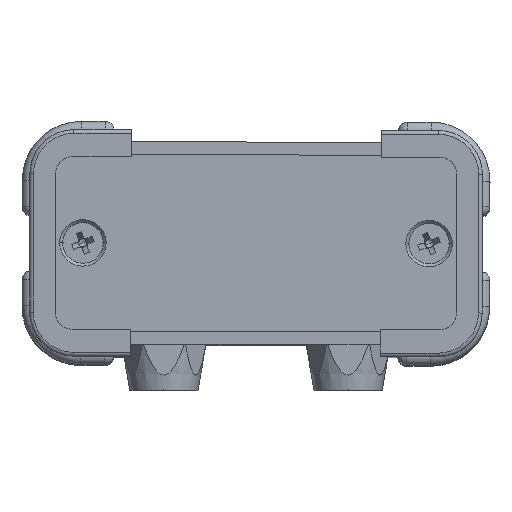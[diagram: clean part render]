
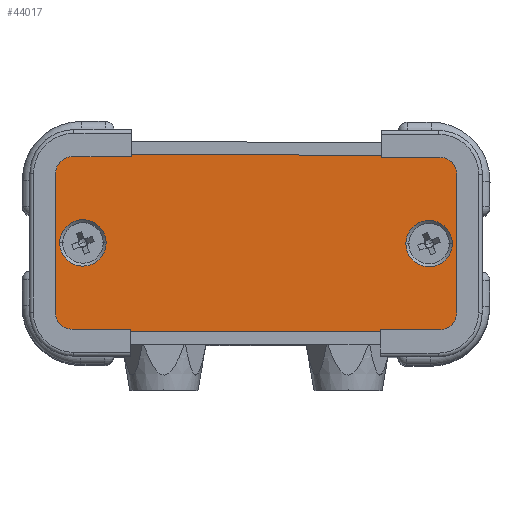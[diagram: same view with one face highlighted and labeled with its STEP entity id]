
A CAD part, top view. The second image highlights one B-rep face of the part: STEP entity #44017.
In plain terms, the highlighted planar face has unit normal (0, 0, 1).
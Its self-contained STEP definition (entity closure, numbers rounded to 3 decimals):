
#206 = CARTESIAN_POINT ( 'NONE',  ( -26.65, 0., 2. ) ) ;
#256 = DIRECTION ( 'NONE',  ( -1., 0., 0. ) ) ;
#257 = DIRECTION ( 'NONE',  ( 0., 0., -1. ) ) ;
#258 = CARTESIAN_POINT ( 'NONE',  ( -23.5, 0., 2. ) ) ;
#259 = AXIS2_PLACEMENT_3D ( 'NONE', #258, #257, #256 ) ;
#260 = CIRCLE ( 'NONE', #259, 3.15 ) ;
#17359 = FACE_BOUND ( 'NONE', #44014, .T. ) ;
#17360 = FACE_BOUND ( 'NONE', #44008, .T. ) ;
#17361 = DIRECTION ( 'NONE',  ( -1., 0., 0. ) ) ;
#17362 = DIRECTION ( 'NONE',  ( 0., 0., -1. ) ) ;
#17363 = CARTESIAN_POINT ( 'NONE',  ( 23.5, 0., 2. ) ) ;
#17364 = AXIS2_PLACEMENT_3D ( 'NONE', #17363, #17362, #17361 ) ;
#17365 = CIRCLE ( 'NONE', #17364, 3.15 ) ;
#17376 = DIRECTION ( 'NONE',  ( -1., 0., 0. ) ) ;
#17377 = DIRECTION ( 'NONE',  ( 0., 0., -1. ) ) ;
#17378 = CARTESIAN_POINT ( 'NONE',  ( -23.5, 0., 2. ) ) ;
#17379 = AXIS2_PLACEMENT_3D ( 'NONE', #17378, #17377, #17376 ) ;
#17380 = CIRCLE ( 'NONE', #17379, 3.15 ) ;
#17391 = DIRECTION ( 'NONE',  ( -1., 0., 0. ) ) ;
#17392 = DIRECTION ( 'NONE',  ( 0., 0., -1. ) ) ;
#17393 = CARTESIAN_POINT ( 'NONE',  ( 23.5, 0., 2. ) ) ;
#17394 = AXIS2_PLACEMENT_3D ( 'NONE', #17393, #17392, #17391 ) ;
#17399 = CIRCLE ( 'NONE', #17394, 3.15 ) ;
#17419 = DIRECTION ( 'NONE',  ( -1., 0., 0. ) ) ;
#17420 = DIRECTION ( 'NONE',  ( 0., 0., -1. ) ) ;
#17421 = AXIS2_PLACEMENT_3D ( 'NONE', #17423, #17420, #17419 ) ;
#17423 = CARTESIAN_POINT ( 'NONE',  ( 25., 9.5, 2. ) ) ;
#17424 = PLANE ( 'NONE',  #17421 ) ;
#17425 = FACE_OUTER_BOUND ( 'NONE', #44010, .T. ) ;
#17428 = DIRECTION ( 'NONE',  ( 0., -1., 0. ) ) ;
#17429 = VECTOR ( 'NONE', #17428, 1000. ) ;
#17430 = CARTESIAN_POINT ( 'NONE',  ( -27.5, 9.5, 2. ) ) ;
#17431 = LINE ( 'NONE', #17430, #17429 ) ;
#17433 = CARTESIAN_POINT ( 'NONE',  ( -25., -12., 2. ) ) ;
#17434 = DIRECTION ( 'NONE',  ( 1., 0., 0. ) ) ;
#17435 = DIRECTION ( 'NONE',  ( 0., 0., 1. ) ) ;
#17436 = CARTESIAN_POINT ( 'NONE',  ( -25., -9.5, 2. ) ) ;
#17437 = AXIS2_PLACEMENT_3D ( 'NONE', #17436, #17435, #17434 ) ;
#17438 = CIRCLE ( 'NONE', #17437, 2.5 ) ;
#17439 = CARTESIAN_POINT ( 'NONE',  ( 25., -12., 2. ) ) ;
#17440 = DIRECTION ( 'NONE',  ( 1., 0., 0. ) ) ;
#17441 = VECTOR ( 'NONE', #17440, 1000. ) ;
#17442 = CARTESIAN_POINT ( 'NONE',  ( -25., -12., 2. ) ) ;
#17443 = LINE ( 'NONE', #17442, #17441 ) ;
#17444 = CARTESIAN_POINT ( 'NONE',  ( -27.5, -9.5, 2. ) ) ;
#17445 = DIRECTION ( 'NONE',  ( 0., 1., 0. ) ) ;
#17446 = VECTOR ( 'NONE', #17445, 1000. ) ;
#17447 = CARTESIAN_POINT ( 'NONE',  ( 27.5, 9.5, 2. ) ) ;
#17448 = LINE ( 'NONE', #17447, #17446 ) ;
#17449 = DIRECTION ( 'NONE',  ( 1., 0., 0. ) ) ;
#17450 = DIRECTION ( 'NONE',  ( 0., 0., 1. ) ) ;
#17451 = CARTESIAN_POINT ( 'NONE',  ( -25., 9.5, 2. ) ) ;
#17452 = AXIS2_PLACEMENT_3D ( 'NONE', #17451, #17450, #17449 ) ;
#17453 = CIRCLE ( 'NONE', #17452, 2.5 ) ;
#17454 = CARTESIAN_POINT ( 'NONE',  ( 20.35, 0., 2. ) ) ;
#17459 = CARTESIAN_POINT ( 'NONE',  ( 26.65, 0., 2. ) ) ;
#17464 = CARTESIAN_POINT ( 'NONE',  ( -25., 12., 2. ) ) ;
#17465 = CARTESIAN_POINT ( 'NONE',  ( 27.5, -9.5, 2. ) ) ;
#17466 = DIRECTION ( 'NONE',  ( 1., 0., 0. ) ) ;
#17467 = DIRECTION ( 'NONE',  ( 0., 0., 1. ) ) ;
#17468 = CARTESIAN_POINT ( 'NONE',  ( 25., -9.5, 2. ) ) ;
#17469 = AXIS2_PLACEMENT_3D ( 'NONE', #17468, #17467, #17466 ) ;
#17470 = CIRCLE ( 'NONE', #17469, 2.5 ) ;
#17471 = DIRECTION ( 'NONE',  ( -1., 0., 0. ) ) ;
#17472 = DIRECTION ( 'NONE',  ( 0., 0., 1. ) ) ;
#17473 = CARTESIAN_POINT ( 'NONE',  ( 25., 9.5, 2. ) ) ;
#17474 = AXIS2_PLACEMENT_3D ( 'NONE', #17473, #17472, #17471 ) ;
#17475 = CIRCLE ( 'NONE', #17474, 2.5 ) ;
#17476 = DIRECTION ( 'NONE',  ( -1., 0., 0. ) ) ;
#17477 = VECTOR ( 'NONE', #17476, 1000. ) ;
#17478 = CARTESIAN_POINT ( 'NONE',  ( -25., 12., 2. ) ) ;
#17479 = LINE ( 'NONE', #17478, #17477 ) ;
#17480 = CARTESIAN_POINT ( 'NONE',  ( 27.5, 9.5, 2. ) ) ;
#17481 = CARTESIAN_POINT ( 'NONE',  ( 25., 12., 2. ) ) ;
#17490 = CARTESIAN_POINT ( 'NONE',  ( -27.5, 9.5, 2. ) ) ;
#29265 = VERTEX_POINT ( 'NONE', #49159 ) ;
#29533 = VERTEX_POINT ( 'NONE', #206 ) ;
#29573 = EDGE_CURVE ( 'NONE', #29265, #29533, #260, .T. ) ;
#44004 = ORIENTED_EDGE ( 'NONE', *, *, #29573, .T. ) ;
#44005 = ORIENTED_EDGE ( 'NONE', *, *, #44006, .T. ) ;
#44006 = EDGE_CURVE ( 'NONE', #29533, #29265, #17380, .T. ) ;
#44007 = ORIENTED_EDGE ( 'NONE', *, *, #44027, .T. ) ;
#44008 = EDGE_LOOP ( 'NONE', ( #44007, #44015 ) ) ;
#44010 = EDGE_LOOP ( 'NONE', ( #44060, #44061, #44034, #44052, #44048, #44045, #44044, #44038 ) ) ;
#44014 = EDGE_LOOP ( 'NONE', ( #44004, #44005 ) ) ;
#44015 = ORIENTED_EDGE ( 'NONE', *, *, #44016, .T. ) ;
#44016 = EDGE_CURVE ( 'NONE', #44033, #44030, #17365, .T. ) ;
#44017 = ADVANCED_FACE ( 'NONE', ( #17360, #17359, #17425 ), #17424, .F. ) ;
#44027 = EDGE_CURVE ( 'NONE', #44030, #44033, #17399, .T. ) ;
#44030 = VERTEX_POINT ( 'NONE', #17459 ) ;
#44033 = VERTEX_POINT ( 'NONE', #17454 ) ;
#44034 = ORIENTED_EDGE ( 'NONE', *, *, #44035, .T. ) ;
#44035 = EDGE_CURVE ( 'NONE', #44062, #44051, #17453, .T. ) ;
#44036 = EDGE_CURVE ( 'NONE', #44059, #44055, #17448, .T. ) ;
#44037 = VERTEX_POINT ( 'NONE', #17444 ) ;
#44038 = ORIENTED_EDGE ( 'NONE', *, *, #44036, .T. ) ;
#44043 = EDGE_CURVE ( 'NONE', #44049, #44046, #17443, .T. ) ;
#44044 = ORIENTED_EDGE ( 'NONE', *, *, #44058, .T. ) ;
#44045 = ORIENTED_EDGE ( 'NONE', *, *, #44043, .T. ) ;
#44046 = VERTEX_POINT ( 'NONE', #17439 ) ;
#44047 = EDGE_CURVE ( 'NONE', #44037, #44049, #17438, .T. ) ;
#44048 = ORIENTED_EDGE ( 'NONE', *, *, #44047, .T. ) ;
#44049 = VERTEX_POINT ( 'NONE', #17433 ) ;
#44050 = EDGE_CURVE ( 'NONE', #44051, #44037, #17431, .T. ) ;
#44051 = VERTEX_POINT ( 'NONE', #17490 ) ;
#44052 = ORIENTED_EDGE ( 'NONE', *, *, #44050, .T. ) ;
#44054 = VERTEX_POINT ( 'NONE', #17481 ) ;
#44055 = VERTEX_POINT ( 'NONE', #17480 ) ;
#44056 = EDGE_CURVE ( 'NONE', #44054, #44062, #17479, .T. ) ;
#44057 = EDGE_CURVE ( 'NONE', #44055, #44054, #17475, .T. ) ;
#44058 = EDGE_CURVE ( 'NONE', #44046, #44059, #17470, .T. ) ;
#44059 = VERTEX_POINT ( 'NONE', #17465 ) ;
#44060 = ORIENTED_EDGE ( 'NONE', *, *, #44057, .T. ) ;
#44061 = ORIENTED_EDGE ( 'NONE', *, *, #44056, .T. ) ;
#44062 = VERTEX_POINT ( 'NONE', #17464 ) ;
#49159 = CARTESIAN_POINT ( 'NONE',  ( -20.35, 0., 2. ) ) ;
